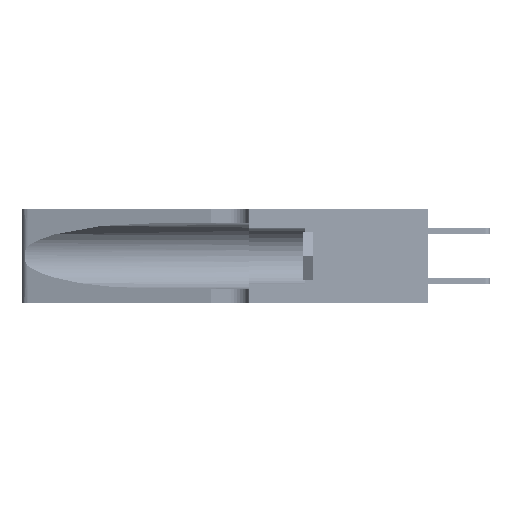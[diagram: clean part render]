
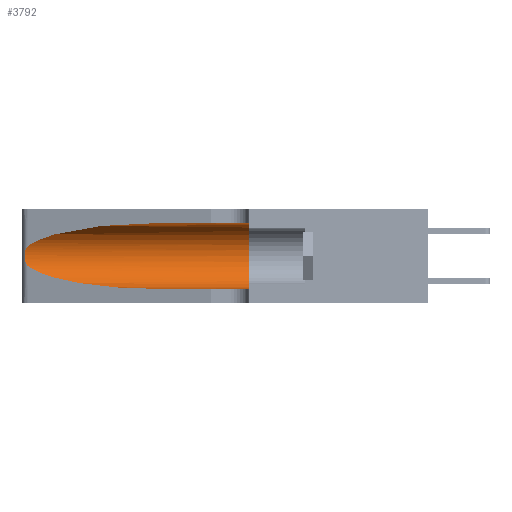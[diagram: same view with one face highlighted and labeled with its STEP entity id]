
A CAD part, left-side view. The second image highlights one B-rep face of the part: STEP entity #3792.
In plain terms, the highlighted cylindrical face has radius 3.308 mm (diameter 6.617 mm), a partial arc.
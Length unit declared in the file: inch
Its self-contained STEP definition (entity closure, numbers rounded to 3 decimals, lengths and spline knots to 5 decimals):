
#92 = B_SPLINE_CURVE_WITH_KNOTS ( 'NONE', 3,
 ( #11960, #5428, #8385, #2102, #24526, #28245, #24984, #24388, #40879, #37855, #31538, #4979, #27819, #8243 ),
 .UNSPECIFIED., .F., .F.,
 ( 4, 2, 2, 2, 2, 2, 4 ),
 ( 0., 0.00027, 0.00053, 0.00107, 0.0016, 0.00187, 0.00214 ),
 .UNSPECIFIED. ) ;
#935 = EDGE_CURVE ( 'NONE', #36265, #11996, #29156, .T. ) ;
#1046 = CARTESIAN_POINT ( 'NONE',  ( 0.18966, 0.96281, 0.31525 ) ) ;
#1568 = ORIENTED_EDGE ( 'NONE', *, *, #31908, .T. ) ;
#1896 =( BOUNDED_CURVE ( )  B_SPLINE_CURVE ( 3, ( #38153, #18056, #31523, #37840 ),
 .UNSPECIFIED., .F., .F. ) 
 B_SPLINE_CURVE_WITH_KNOTS ( ( 4, 4 ),
 ( 3.44316, 4.71239 ),
 .UNSPECIFIED. ) 
 CURVE ( )  GEOMETRIC_REPRESENTATION_ITEM ( )  RATIONAL_B_SPLINE_CURVE ( ( 1., 0.87, 0.87, 1. ) ) 
 REPRESENTATION_ITEM ( '' )  );
#2102 = CARTESIAN_POINT ( 'NONE',  ( 0.25787, 1.23484, 0.2124 ) ) ;
#2343 = CARTESIAN_POINT ( 'NONE',  ( 0.1305, 0.35, 0.185 ) ) ;
#2436 = VERTEX_POINT ( 'NONE', #40609 ) ;
#3792 = ADVANCED_FACE ( 'NONE', ( #36693 ), #19288, .F. ) ;
#3817 = EDGE_LOOP ( 'NONE', ( #1568, #16338, #7812, #40976, #7188, #21981 ) ) ;
#4381 = CARTESIAN_POINT ( 'NONE',  ( 0.25487, 1.22718, 0.22369 ) ) ;
#4503 = VECTOR ( 'NONE', #40353, 39.37008 ) ;
#4979 = CARTESIAN_POINT ( 'NONE',  ( 0.25639, 1.23186, 0.15144 ) ) ;
#5428 = CARTESIAN_POINT ( 'NONE',  ( 0.25555, 1.22994, 0.2215 ) ) ;
#5527 = EDGE_CURVE ( 'NONE', #6642, #36265, #1896, .T. ) ;
#6516 = EDGE_CURVE ( 'NONE', #20709, #6642, #92, .T. ) ;
#6642 = VERTEX_POINT ( 'NONE', #11525 ) ;
#6684 = CARTESIAN_POINT ( 'NONE',  ( 0.1305, 0.72297, 0.31525 ) ) ;
#7188 = ORIENTED_EDGE ( 'NONE', *, *, #37080, .F. ) ;
#7335 = DIRECTION ( 'NONE',  ( 0., -1., 0. ) ) ;
#7812 = ORIENTED_EDGE ( 'NONE', *, *, #5527, .T. ) ;
#8243 = CARTESIAN_POINT ( 'NONE',  ( 0.25487, 1.22718, 0.14631 ) ) ;
#8337 = DIRECTION ( 'NONE',  ( 0., 1., 0. ) ) ;
#8385 = CARTESIAN_POINT ( 'NONE',  ( 0.25639, 1.23184, 0.21858 ) ) ;
#11086 = CARTESIAN_POINT ( 'NONE',  ( 0.1305, 0.72297, 0.05475 ) ) ;
#11525 = CARTESIAN_POINT ( 'NONE',  ( 0.25487, 1.22718, 0.14631 ) ) ;
#11960 = CARTESIAN_POINT ( 'NONE',  ( 0.25487, 1.22718, 0.22369 ) ) ;
#11996 = VERTEX_POINT ( 'NONE', #24583 ) ;
#12528 = CARTESIAN_POINT ( 'NONE',  ( 0.25487, 1.22718, 0.22369 ) ) ;
#13187 = LINE ( 'NONE', #17375, #4503 ) ;
#14312 = VECTOR ( 'NONE', #7335, 39.37008 ) ;
#16338 = ORIENTED_EDGE ( 'NONE', *, *, #6516, .T. ) ;
#16748 = VERTEX_POINT ( 'NONE', #6684 ) ;
#17375 = CARTESIAN_POINT ( 'NONE',  ( 0.1305, 1.61858, 0.31525 ) ) ;
#18056 = CARTESIAN_POINT ( 'NONE',  ( 0.2373, 1.15595, 0.08982 ) ) ;
#19288 = CYLINDRICAL_SURFACE ( 'NONE', #33103, 0.13025 ) ;
#20709 = VERTEX_POINT ( 'NONE', #12528 ) ;
#20969 =( BOUNDED_CURVE ( )  B_SPLINE_CURVE ( 3, ( #26781, #1046, #40443, #4381 ),
 .UNSPECIFIED., .F., .F. ) 
 B_SPLINE_CURVE_WITH_KNOTS ( ( 4, 4 ),
 ( 1.5708, 2.84003 ),
 .UNSPECIFIED. ) 
 CURVE ( )  GEOMETRIC_REPRESENTATION_ITEM ( )  RATIONAL_B_SPLINE_CURVE ( ( 1., 0.87, 0.87, 1. ) ) 
 REPRESENTATION_ITEM ( '' )  );
#21379 = AXIS2_PLACEMENT_3D ( 'NONE', #2343, #8337, #28192 ) ;
#21981 = ORIENTED_EDGE ( 'NONE', *, *, #35562, .F. ) ;
#24388 = CARTESIAN_POINT ( 'NONE',  ( 0.26075, 1.23896, 0.178 ) ) ;
#24526 = CARTESIAN_POINT ( 'NONE',  ( 0.25854, 1.2359, 0.20912 ) ) ;
#24583 = CARTESIAN_POINT ( 'NONE',  ( 0.1305, 0.35, 0.05475 ) ) ;
#24984 = CARTESIAN_POINT ( 'NONE',  ( 0.26075, 1.23896, 0.19203 ) ) ;
#26781 = CARTESIAN_POINT ( 'NONE',  ( 0.1305, 0.72297, 0.31525 ) ) ;
#27638 = DIRECTION ( 'NONE',  ( 0., 0., -1. ) ) ;
#27819 = CARTESIAN_POINT ( 'NONE',  ( 0.25555, 1.22993, 0.14849 ) ) ;
#28192 = DIRECTION ( 'NONE',  ( 0., 0., 1. ) ) ;
#28245 = CARTESIAN_POINT ( 'NONE',  ( 0.26018, 1.23835, 0.19895 ) ) ;
#29156 = LINE ( 'NONE', #32905, #14312 ) ;
#31523 = CARTESIAN_POINT ( 'NONE',  ( 0.18966, 0.96281, 0.05475 ) ) ;
#31538 = CARTESIAN_POINT ( 'NONE',  ( 0.25789, 1.23486, 0.15765 ) ) ;
#31908 = EDGE_CURVE ( 'NONE', #16748, #20709, #20969, .T. ) ;
#32905 = CARTESIAN_POINT ( 'NONE',  ( 0.1305, 1.61858, 0.05475 ) ) ;
#33103 = AXIS2_PLACEMENT_3D ( 'NONE', #40404, #34190, #27638 ) ;
#34190 = DIRECTION ( 'NONE',  ( 0., -1., 0. ) ) ;
#35562 = EDGE_CURVE ( 'NONE', #16748, #2436, #13187, .T. ) ;
#36265 = VERTEX_POINT ( 'NONE', #11086 ) ;
#36693 = FACE_OUTER_BOUND ( 'NONE', #3817, .T. ) ;
#37080 = EDGE_CURVE ( 'NONE', #2436, #11996, #39727, .T. ) ;
#37840 = CARTESIAN_POINT ( 'NONE',  ( 0.1305, 0.72297, 0.05475 ) ) ;
#37855 = CARTESIAN_POINT ( 'NONE',  ( 0.25856, 1.23593, 0.16098 ) ) ;
#38153 = CARTESIAN_POINT ( 'NONE',  ( 0.25487, 1.22718, 0.14631 ) ) ;
#39727 = CIRCLE ( 'NONE', #21379, 0.13025 ) ;
#40353 = DIRECTION ( 'NONE',  ( 0., -1., 0. ) ) ;
#40404 = CARTESIAN_POINT ( 'NONE',  ( 0.1305, 1.61858, 0.185 ) ) ;
#40443 = CARTESIAN_POINT ( 'NONE',  ( 0.2373, 1.15595, 0.28018 ) ) ;
#40609 = CARTESIAN_POINT ( 'NONE',  ( 0.1305, 0.35, 0.31525 ) ) ;
#40879 = CARTESIAN_POINT ( 'NONE',  ( 0.26017, 1.23833, 0.17102 ) ) ;
#40976 = ORIENTED_EDGE ( 'NONE', *, *, #935, .T. ) ;
